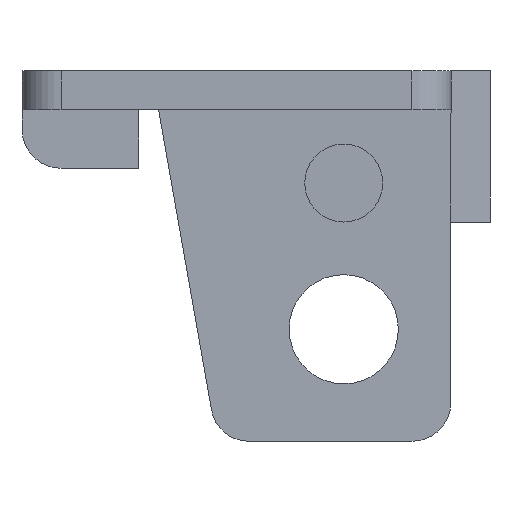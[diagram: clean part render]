
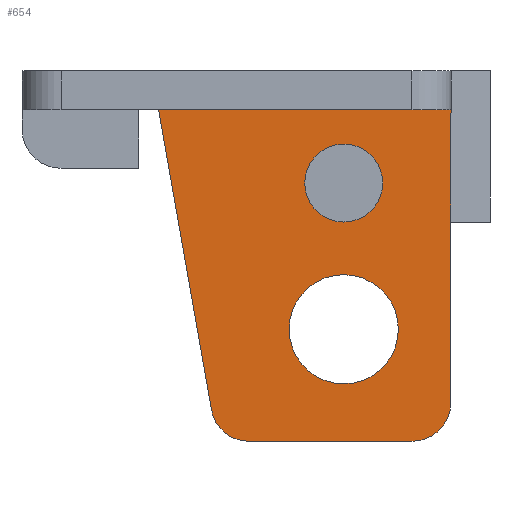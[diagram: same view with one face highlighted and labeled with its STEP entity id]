
A CAD part, left-side view. The second image highlights one B-rep face of the part: STEP entity #654.
In plain terms, the highlighted planar face has unit normal (-1, 0, 0).
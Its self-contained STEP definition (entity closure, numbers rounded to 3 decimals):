
#6 = CARTESIAN_POINT ( 'NONE',  ( -115.8, -60.427, 3. ) ) ;
#13 = ORIENTED_EDGE ( 'NONE', *, *, #1835, .F. ) ;
#23 = EDGE_CURVE ( 'NONE', #291, #150, #1727, .T. ) ;
#81 = LINE ( 'NONE', #390, #561 ) ;
#110 = CARTESIAN_POINT ( 'NONE',  ( -115.8, -63.142, -12.385 ) ) ;
#132 = FACE_BOUND ( 'NONE', #1171, .T. ) ;
#150 = VERTEX_POINT ( 'NONE', #1593 ) ;
#175 = AXIS2_PLACEMENT_3D ( 'NONE', #1297, #477, #1135 ) ;
#195 = ORIENTED_EDGE ( 'NONE', *, *, #1760, .T. ) ;
#214 = AXIS2_PLACEMENT_3D ( 'NONE', #1920, #395, #1874 ) ;
#219 = EDGE_CURVE ( 'NONE', #898, #1779, #1805, .T. ) ;
#221 = VERTEX_POINT ( 'NONE', #1246 ) ;
#224 = VERTEX_POINT ( 'NONE', #1268 ) ;
#277 = VECTOR ( 'NONE', #773, 1000. ) ;
#291 = VERTEX_POINT ( 'NONE', #1047 ) ;
#296 = CARTESIAN_POINT ( 'NONE',  ( -115.8, -65.066, -12.046 ) ) ;
#309 = ORIENTED_EDGE ( 'NONE', *, *, #820, .T. ) ;
#386 = VERTEX_POINT ( 'NONE', #6 ) ;
#390 = CARTESIAN_POINT ( 'NONE',  ( -115.8, -75.427, 5. ) ) ;
#395 = DIRECTION ( 'NONE',  ( -1., 0., 0. ) ) ;
#404 = DIRECTION ( 'NONE',  ( 0., 0., 1. ) ) ;
#410 = DIRECTION ( 'NONE',  ( 0., 0., 1. ) ) ;
#477 = DIRECTION ( 'NONE',  ( 1., 0., 0. ) ) ;
#489 = CIRCLE ( 'NONE', #1695, 2. ) ;
#499 = ORIENTED_EDGE ( 'NONE', *, *, #1408, .F. ) ;
#501 = EDGE_CURVE ( 'NONE', #1779, #386, #1587, .T. ) ;
#517 = CARTESIAN_POINT ( 'NONE',  ( -115.8, -60.427, -14. ) ) ;
#550 = ORIENTED_EDGE ( 'NONE', *, *, #1332, .F. ) ;
#553 = VECTOR ( 'NONE', #404, 1000. ) ;
#558 = CIRCLE ( 'NONE', #662, 2.8 ) ;
#561 = VECTOR ( 'NONE', #410, 1000. ) ;
#567 = EDGE_CURVE ( 'NONE', #1646, #221, #489, .T. ) ;
#654 = ADVANCED_FACE ( 'NONE', ( #132, #805, #1461 ), #2120, .F. ) ;
#662 = AXIS2_PLACEMENT_3D ( 'NONE', #1153, #1820, #2101 ) ;
#673 = LINE ( 'NONE', #517, #1595 ) ;
#675 = CARTESIAN_POINT ( 'NONE',  ( -115.8, -69.927, -8.259 ) ) ;
#684 = DIRECTION ( 'NONE',  ( -1., 0., 0. ) ) ;
#690 = CARTESIAN_POINT ( 'NONE',  ( -115.8, -63.142, -12.385 ) ) ;
#771 = CIRCLE ( 'NONE', #1387, 2.8 ) ;
#773 = DIRECTION ( 'NONE',  ( 0., 0.174, 0.985 ) ) ;
#783 = DIRECTION ( 'NONE',  ( -1., 0., 0. ) ) ;
#788 = VERTEX_POINT ( 'NONE', #856 ) ;
#805 = FACE_BOUND ( 'NONE', #1296, .T. ) ;
#820 = EDGE_CURVE ( 'NONE', #1046, #386, #1024, .T. ) ;
#856 = CARTESIAN_POINT ( 'NONE',  ( -115.8, -73.427, -14. ) ) ;
#869 = DIRECTION ( 'NONE',  ( 0., 0., 1. ) ) ;
#898 = VERTEX_POINT ( 'NONE', #1215 ) ;
#1022 = ORIENTED_EDGE ( 'NONE', *, *, #1930, .F. ) ;
#1024 = LINE ( 'NONE', #2054, #1178 ) ;
#1046 = VERTEX_POINT ( 'NONE', #1617 ) ;
#1047 = CARTESIAN_POINT ( 'NONE',  ( -115.8, -75.427, -12. ) ) ;
#1078 = CIRCLE ( 'NONE', #1982, 2. ) ;
#1079 = ORIENTED_EDGE ( 'NONE', *, *, #23, .T. ) ;
#1112 = CARTESIAN_POINT ( 'NONE',  ( -115.8, -69.927, -0.759 ) ) ;
#1135 = DIRECTION ( 'NONE',  ( 0., 0., -1. ) ) ;
#1151 = ORIENTED_EDGE ( 'NONE', *, *, #501, .F. ) ;
#1153 = CARTESIAN_POINT ( 'NONE',  ( -115.8, -69.927, -8.259 ) ) ;
#1171 = EDGE_LOOP ( 'NONE', ( #2021, #1022 ) ) ;
#1178 = VECTOR ( 'NONE', #1379, 1000. ) ;
#1181 = CARTESIAN_POINT ( 'NONE',  ( -115.8, -69.927, -11.059 ) ) ;
#1215 = CARTESIAN_POINT ( 'NONE',  ( -115.8, -65.066, -14. ) ) ;
#1246 = CARTESIAN_POINT ( 'NONE',  ( -115.8, -69.927, 1.241 ) ) ;
#1268 = CARTESIAN_POINT ( 'NONE',  ( -115.8, -69.927, -5.459 ) ) ;
#1273 = DIRECTION ( 'NONE',  ( 0., 0., -1. ) ) ;
#1296 = EDGE_LOOP ( 'NONE', ( #550, #499 ) ) ;
#1297 = CARTESIAN_POINT ( 'NONE',  ( -115.8, -60.427, -14. ) ) ;
#1332 = EDGE_CURVE ( 'NONE', #224, #1999, #558, .T. ) ;
#1337 = ORIENTED_EDGE ( 'NONE', *, *, #1531, .T. ) ;
#1357 = CIRCLE ( 'NONE', #214, 2. ) ;
#1379 = DIRECTION ( 'NONE',  ( 0., 1., 0. ) ) ;
#1387 = AXIS2_PLACEMENT_3D ( 'NONE', #675, #684, #869 ) ;
#1389 = CARTESIAN_POINT ( 'NONE',  ( -115.8, -75.427, -14. ) ) ;
#1408 = EDGE_CURVE ( 'NONE', #1999, #224, #771, .T. ) ;
#1416 = AXIS2_PLACEMENT_3D ( 'NONE', #296, #1615, #1797 ) ;
#1427 = ORIENTED_EDGE ( 'NONE', *, *, #219, .F. ) ;
#1461 = FACE_OUTER_BOUND ( 'NONE', #1885, .T. ) ;
#1474 = DIRECTION ( 'NONE',  ( -1., 0., 0. ) ) ;
#1531 = EDGE_CURVE ( 'NONE', #150, #1046, #81, .T. ) ;
#1587 = LINE ( 'NONE', #110, #277 ) ;
#1593 = CARTESIAN_POINT ( 'NONE',  ( -115.8, -75.427, -2.759 ) ) ;
#1595 = VECTOR ( 'NONE', #2014, 1000. ) ;
#1615 = DIRECTION ( 'NONE',  ( 1., 0., 0. ) ) ;
#1617 = CARTESIAN_POINT ( 'NONE',  ( -115.8, -75.427, 3. ) ) ;
#1637 = CARTESIAN_POINT ( 'NONE',  ( -115.8, -73.427, -12. ) ) ;
#1646 = VERTEX_POINT ( 'NONE', #1933 ) ;
#1695 = AXIS2_PLACEMENT_3D ( 'NONE', #1112, #783, #1273 ) ;
#1727 = LINE ( 'NONE', #1389, #553 ) ;
#1760 = EDGE_CURVE ( 'NONE', #788, #291, #1078, .T. ) ;
#1779 = VERTEX_POINT ( 'NONE', #690 ) ;
#1797 = DIRECTION ( 'NONE',  ( 0., 0., -1. ) ) ;
#1805 = CIRCLE ( 'NONE', #1416, 1.954 ) ;
#1820 = DIRECTION ( 'NONE',  ( -1., 0., 0. ) ) ;
#1835 = EDGE_CURVE ( 'NONE', #788, #898, #673, .T. ) ;
#1874 = DIRECTION ( 'NONE',  ( 0., 0., -1. ) ) ;
#1885 = EDGE_LOOP ( 'NONE', ( #1079, #1337, #309, #1151, #1427, #13, #195 ) ) ;
#1920 = CARTESIAN_POINT ( 'NONE',  ( -115.8, -69.927, -0.759 ) ) ;
#1930 = EDGE_CURVE ( 'NONE', #221, #1646, #1357, .T. ) ;
#1933 = CARTESIAN_POINT ( 'NONE',  ( -115.8, -69.927, -2.759 ) ) ;
#1982 = AXIS2_PLACEMENT_3D ( 'NONE', #1637, #1474, #2131 ) ;
#1999 = VERTEX_POINT ( 'NONE', #1181 ) ;
#2014 = DIRECTION ( 'NONE',  ( 0., 1., 0. ) ) ;
#2021 = ORIENTED_EDGE ( 'NONE', *, *, #567, .F. ) ;
#2054 = CARTESIAN_POINT ( 'NONE',  ( -115.8, -60.427, 3. ) ) ;
#2101 = DIRECTION ( 'NONE',  ( 0., 0., 1. ) ) ;
#2120 = PLANE ( 'NONE',  #175 ) ;
#2131 = DIRECTION ( 'NONE',  ( 0., 0., -1. ) ) ;
